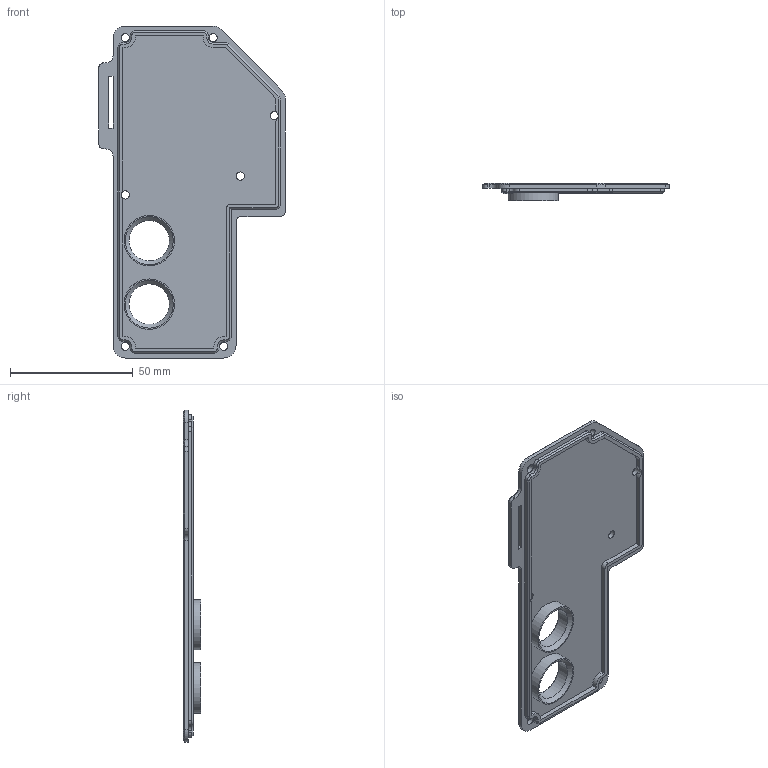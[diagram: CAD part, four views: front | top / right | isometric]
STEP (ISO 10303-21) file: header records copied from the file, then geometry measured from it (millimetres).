
FILE_DESCRIPTION(/* description */ (''),/* implementation_level */ '2;1');
FILE_NAME(/* name */ 'OBS-C-002 v9.step',/* time_stamp */ '2020-02-16T22:40:11+01:00',/* author */ (''),/* organization */ (''),/* preprocessor_version */ 'ST-DEVELOPER v18',/* originating_system */ 'Autodesk Translation Framework v8.12.0.6',/* authorisation */ '');
FILE_SCHEMA (('AUTOMOTIVE_DESIGN { 1 0 10303 214 3 1 1 }'));
Length unit declared in the file: millimetre
Products named in the file (1): OBS-C-002
Bounding box: 75.8 x 7 x 135 mm (x, y, z)
Volume: 17286.1 mm3; surface area: 18934.7 mm2
Topology: 1 solids, 1 shells, 460 faces, 1242 edges, 809 vertices
Faces by surface type: bspline 210, plane 175, cylinder 46, cone 29
Full cylindrical faces by diameter (mm): 3.3 x7, 16.5 x2, 20.5 x2
Entity records: 16367 total; most frequent: CARTESIAN_POINT 6082, ORIENTED_EDGE 2484, DIRECTION 1451, EDGE_CURVE 1242, VERTEX_POINT 809, LINE 695, VECTOR 695, EDGE_LOOP 505
